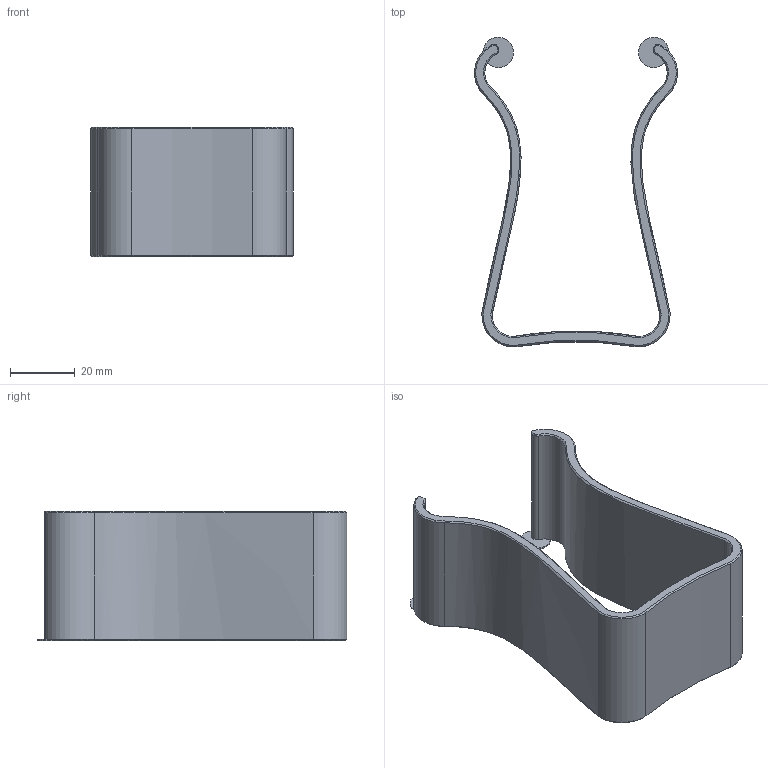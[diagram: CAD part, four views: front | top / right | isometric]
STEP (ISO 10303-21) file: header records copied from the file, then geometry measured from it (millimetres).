
FILE_DESCRIPTION(/* description */ (''),/* implementation_level */ '2;1');
FILE_NAME(/* name */ 'Smartphone Magnification Stand.step',/* time_stamp */ '2022-03-09T20:43:35-04:00',/* author */ (''),/* organization */ (''),/* preprocessor_version */ 'ST-DEVELOPER v18.1',/* originating_system */ 'Autodesk Translation Framework v10.13.0.1454',/* authorisation */ '');
FILE_SCHEMA (('AUTOMOTIVE_DESIGN { 1 0 10303 214 3 1 1 }'));
Length unit declared in the file: millimetre
Products named in the file (1): phone stand feb 8 (v8~recovered)
Bounding box: 62.81 x 95.82 x 40 mm (x, y, z)
Volume: 30733.4 mm3; surface area: 21692.4 mm2
Topology: 3 solids, 3 shells, 355 faces, 957 edges, 630 vertices
Faces by surface type: bspline 161, plane 134, cylinder 40, cone 20
Entity records: 14715 total; most frequent: CARTESIAN_POINT 6741, ORIENTED_EDGE 1914, DIRECTION 1204, EDGE_CURVE 957, VERTEX_POINT 630, LINE 410, VECTOR 410, AXIS2_PLACEMENT_3D 397
